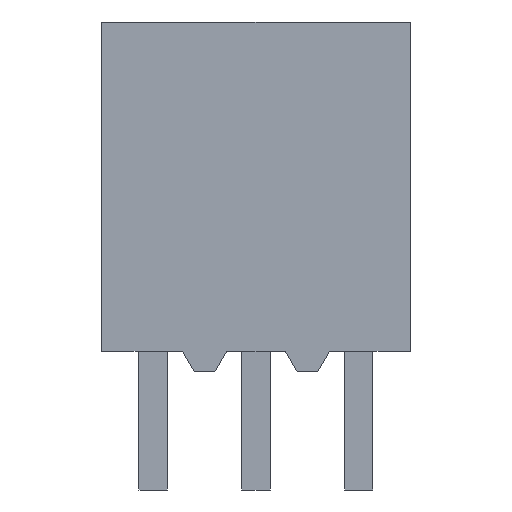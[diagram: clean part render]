
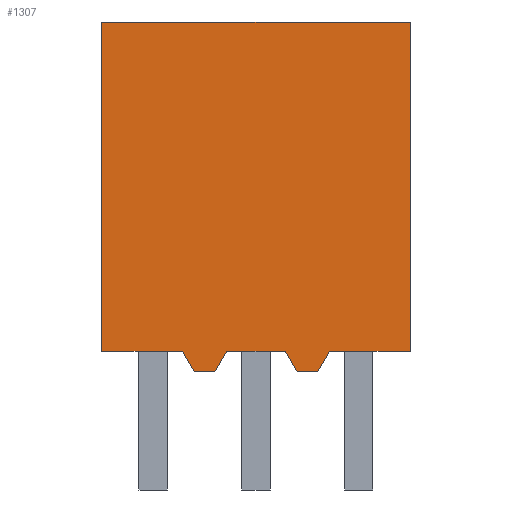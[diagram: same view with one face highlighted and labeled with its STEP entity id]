
A CAD part, front view. The second image highlights one B-rep face of the part: STEP entity #1307.
In plain terms, the highlighted planar face has unit normal (0, -1, 0).
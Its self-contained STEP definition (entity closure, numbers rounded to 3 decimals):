
#76=DIRECTION('',(-1.,0.,0.));
#77=VECTOR('',#76,7.62);
#78=CARTESIAN_POINT('',(3.81,-1.778,0.));
#79=LINE('',#78,#77);
#176=DIRECTION('',(-1.,0.,0.));
#177=VECTOR('',#176,1.993);
#178=CARTESIAN_POINT('',(3.81,-1.778,-8.128));
#179=LINE('',#178,#177);
#224=DIRECTION('',(-1.,0.,0.));
#225=VECTOR('',#224,1.993);
#226=CARTESIAN_POINT('',(-1.817,-1.778,-8.128));
#227=LINE('',#226,#225);
#240=DIRECTION('',(-1.,0.,0.));
#241=VECTOR('',#240,1.445);
#242=CARTESIAN_POINT('',(0.723,-1.778,-8.128));
#243=LINE('',#242,#241);
#308=DIRECTION('',(0.5,0.,0.866));
#309=VECTOR('',#308,0.587);
#310=CARTESIAN_POINT('',(1.524,-1.778,-8.636));
#311=LINE('',#310,#309);
#312=DIRECTION('',(1.,0.,0.));
#313=VECTOR('',#312,0.508);
#314=CARTESIAN_POINT('',(1.016,-1.778,-8.636));
#315=LINE('',#314,#313);
#316=DIRECTION('',(0.5,0.,-0.866));
#317=VECTOR('',#316,0.587);
#318=CARTESIAN_POINT('',(0.723,-1.778,-8.128));
#319=LINE('',#318,#317);
#320=DIRECTION('',(0.5,0.,0.866));
#321=VECTOR('',#320,0.587);
#322=CARTESIAN_POINT('',(-1.016,-1.778,-8.636));
#323=LINE('',#322,#321);
#324=DIRECTION('',(1.,0.,0.));
#325=VECTOR('',#324,0.508);
#326=CARTESIAN_POINT('',(-1.524,-1.778,-8.636));
#327=LINE('',#326,#325);
#328=DIRECTION('',(0.5,0.,-0.866));
#329=VECTOR('',#328,0.587);
#330=CARTESIAN_POINT('',(-1.817,-1.778,-8.128));
#331=LINE('',#330,#329);
#332=DIRECTION('',(0.,0.,-1.));
#333=VECTOR('',#332,8.128);
#334=CARTESIAN_POINT('',(3.81,-1.778,0.));
#335=LINE('',#334,#333);
#364=DIRECTION('',(0.,0.,-1.));
#365=VECTOR('',#364,8.128);
#366=CARTESIAN_POINT('',(-3.81,-1.778,0.));
#367=LINE('',#366,#365);
#841=CARTESIAN_POINT('',(3.81,-1.778,0.));
#843=VERTEX_POINT('',#841);
#844=CARTESIAN_POINT('',(-3.81,-1.778,0.));
#845=VERTEX_POINT('',#844);
#849=CARTESIAN_POINT('',(3.81,-1.778,-8.128));
#851=VERTEX_POINT('',#849);
#852=CARTESIAN_POINT('',(-3.81,-1.778,-8.128));
#854=VERTEX_POINT('',#852);
#888=CARTESIAN_POINT('',(-1.524,-1.778,-8.636));
#889=CARTESIAN_POINT('',(-1.016,-1.778,-8.636));
#890=VERTEX_POINT('',#888);
#891=VERTEX_POINT('',#889);
#896=CARTESIAN_POINT('',(-1.817,-1.778,-8.128));
#897=VERTEX_POINT('',#896);
#898=CARTESIAN_POINT('',(-0.723,-1.778,-8.128));
#899=VERTEX_POINT('',#898);
#992=CARTESIAN_POINT('',(1.016,-1.778,-8.636));
#993=CARTESIAN_POINT('',(1.524,-1.778,-8.636));
#994=VERTEX_POINT('',#992);
#995=VERTEX_POINT('',#993);
#1004=CARTESIAN_POINT('',(1.817,-1.778,-8.128));
#1005=VERTEX_POINT('',#1004);
#1006=CARTESIAN_POINT('',(0.723,-1.778,-8.128));
#1007=VERTEX_POINT('',#1006);
#1282=CARTESIAN_POINT('',(3.81,-1.778,0.));
#1283=DIRECTION('',(0.,-1.,0.));
#1284=DIRECTION('',(-1.,0.,0.));
#1285=AXIS2_PLACEMENT_3D('',#1282,#1283,#1284);
#1286=PLANE('',#1285);
#1287=ORIENTED_EDGE('',*,*,#1188,.T.);
#1289=ORIENTED_EDGE('',*,*,#1288,.F.);
#1291=ORIENTED_EDGE('',*,*,#1290,.F.);
#1292=ORIENTED_EDGE('',*,*,#1274,.F.);
#1293=ORIENTED_EDGE('',*,*,#1216,.T.);
#1295=ORIENTED_EDGE('',*,*,#1294,.F.);
#1297=ORIENTED_EDGE('',*,*,#1296,.F.);
#1299=ORIENTED_EDGE('',*,*,#1298,.F.);
#1300=ORIENTED_EDGE('',*,*,#1208,.T.);
#1302=ORIENTED_EDGE('',*,*,#1301,.F.);
#1303=ORIENTED_EDGE('',*,*,#1095,.F.);
#1304=ORIENTED_EDGE('',*,*,#1144,.T.);
#1305=EDGE_LOOP('',(#1287,#1289,#1291,#1292,#1293,#1295,#1297,#1299,#1300,#1302,
#1303,#1304));
#1306=FACE_OUTER_BOUND('',#1305,.F.);
#1307=ADVANCED_FACE('',(#1306),#1286,.T.);
#1095=EDGE_CURVE('',#843,#845,#79,.T.);
#1144=EDGE_CURVE('',#843,#851,#335,.T.);
#1188=EDGE_CURVE('',#851,#1005,#179,.T.);
#1208=EDGE_CURVE('',#897,#854,#227,.T.);
#1216=EDGE_CURVE('',#1007,#899,#243,.T.);
#1274=EDGE_CURVE('',#1007,#994,#319,.T.);
#1288=EDGE_CURVE('',#995,#1005,#311,.T.);
#1290=EDGE_CURVE('',#994,#995,#315,.T.);
#1294=EDGE_CURVE('',#891,#899,#323,.T.);
#1296=EDGE_CURVE('',#890,#891,#327,.T.);
#1298=EDGE_CURVE('',#897,#890,#331,.T.);
#1301=EDGE_CURVE('',#845,#854,#367,.T.);
